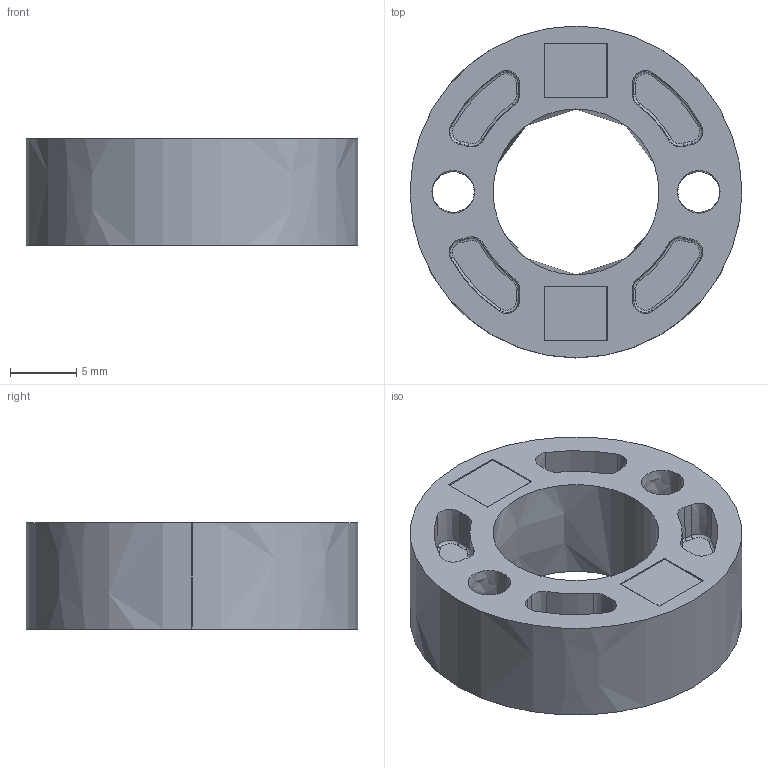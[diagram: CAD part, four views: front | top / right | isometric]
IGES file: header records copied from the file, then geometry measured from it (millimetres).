
Start section: SolidWorks IGES file using NURBS representation for surfaces
Global section: file name: z-TMI-P02.IGS; native system: SolidWorks 2008; preprocessor: SolidWorks 2008; author: salzinger; date: 090527.152514; units: millimetre
Bounding box: 25 x 25 x 8 mm (x, y, z)
Surface area: 2757.4 mm2 (no closed solid volume)
Topology: 0 solids, 0 shells, 226 faces, 1549 edges, 2044 vertices
Faces by surface type: bspline 226
